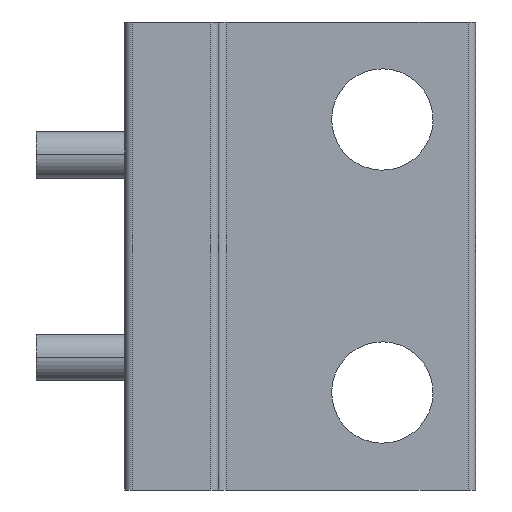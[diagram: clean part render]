
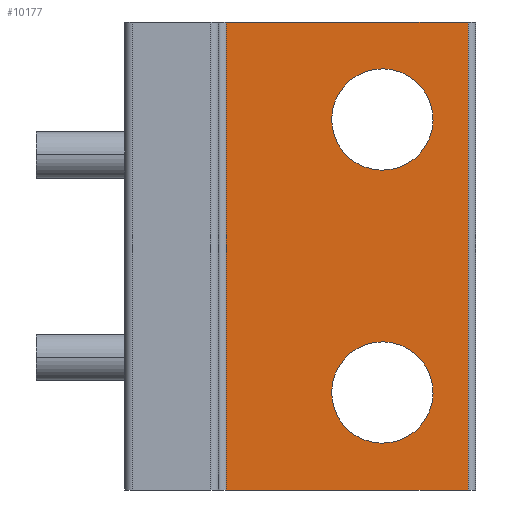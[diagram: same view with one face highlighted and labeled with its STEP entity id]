
A CAD part, left-side view. The second image highlights one B-rep face of the part: STEP entity #10177.
In plain terms, the highlighted planar face has unit normal (-1, 0, 0).
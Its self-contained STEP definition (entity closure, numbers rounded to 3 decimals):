
#10082=AXIS2_PLACEMENT_3D('Circle Axis2P3D',#10080,#10081,$) ;
#10106=AXIS2_PLACEMENT_3D('Circle Axis2P3D',#10104,#10105,$) ;
#10119=AXIS2_PLACEMENT_3D('Plane Axis2P3D',#10116,#10117,#10118) ;
#10161=AXIS2_PLACEMENT_3D('Circle Axis2P3D',#10159,#10160,$) ;
#10170=AXIS2_PLACEMENT_3D('Circle Axis2P3D',#10168,#10169,$) ;
#10077=CARTESIAN_POINT('Vertex',(-233.,-28.704,190.616)) ;
#10080=CARTESIAN_POINT('Axis2P3D Location',(-233.,-23.,187.5)) ;
#10084=CARTESIAN_POINT('Vertex',(-233.,-17.296,184.384)) ;
#10104=CARTESIAN_POINT('Axis2P3D Location',(-233.,-23.,187.5)) ;
#10116=CARTESIAN_POINT('Axis2P3D Location',(-233.,-35.,175.)) ;
#10121=CARTESIAN_POINT('Line Origine',(-233.,-3.,205.)) ;
#10125=CARTESIAN_POINT('Vertex',(-233.,-3.,235.)) ;
#10127=CARTESIAN_POINT('Vertex',(-233.,-3.,175.)) ;
#10130=CARTESIAN_POINT('Line Origine',(-233.,-18.5,175.)) ;
#10134=CARTESIAN_POINT('Vertex',(-233.,-34.,175.)) ;
#10137=CARTESIAN_POINT('Line Origine',(-233.,-34.,205.)) ;
#10141=CARTESIAN_POINT('Vertex',(-233.,-34.,235.)) ;
#10144=CARTESIAN_POINT('Line Origine',(-233.,-18.5,235.)) ;
#10159=CARTESIAN_POINT('Axis2P3D Location',(-233.,-23.,222.5)) ;
#10163=CARTESIAN_POINT('Vertex',(-233.,-17.296,219.384)) ;
#10165=CARTESIAN_POINT('Vertex',(-233.,-28.704,225.616)) ;
#10168=CARTESIAN_POINT('Axis2P3D Location',(-233.,-23.,222.5)) ;
#10081=DIRECTION('Axis2P3D Direction',(-1.,0.,0.)) ;
#10105=DIRECTION('Axis2P3D Direction',(-1.,0.,0.)) ;
#10117=DIRECTION('Axis2P3D Direction',(1.,0.,0.)) ;
#10118=DIRECTION('Axis2P3D XDirection',(0.,1.,0.)) ;
#10122=DIRECTION('Vector Direction',(0.,0.,1.)) ;
#10131=DIRECTION('Vector Direction',(0.,1.,0.)) ;
#10138=DIRECTION('Vector Direction',(0.,0.,1.)) ;
#10145=DIRECTION('Vector Direction',(0.,1.,0.)) ;
#10160=DIRECTION('Axis2P3D Direction',(1.,0.,0.)) ;
#10169=DIRECTION('Axis2P3D Direction',(1.,0.,0.)) ;
#10123=VECTOR('Line Direction',#10122,1.) ;
#10132=VECTOR('Line Direction',#10131,1.) ;
#10139=VECTOR('Line Direction',#10138,1.) ;
#10146=VECTOR('Line Direction',#10145,1.) ;
#10150=ORIENTED_EDGE('',*,*,#10129,.T.) ;
#10151=ORIENTED_EDGE('',*,*,#10136,.T.) ;
#10152=ORIENTED_EDGE('',*,*,#10143,.T.) ;
#10153=ORIENTED_EDGE('',*,*,#10148,.F.) ;
#10156=ORIENTED_EDGE('',*,*,#10108,.F.) ;
#10157=ORIENTED_EDGE('',*,*,#10086,.F.) ;
#10174=ORIENTED_EDGE('',*,*,#10167,.F.) ;
#10175=ORIENTED_EDGE('',*,*,#10172,.F.) ;
#10158=FACE_BOUND('',#10155,.T.) ;
#10176=FACE_BOUND('',#10173,.T.) ;
#10177=ADVANCED_FACE('RB0346001_1PA_001_00_N1_2500_FP_TERMINAL.3\\PartBody',(#10154,#10158,#10176),#10120,.F.) ;
#10083=CIRCLE('generated circle',#10082,6.5) ;
#10107=CIRCLE('generated circle',#10106,6.5) ;
#10162=CIRCLE('generated circle',#10161,6.5) ;
#10171=CIRCLE('generated circle',#10170,6.5) ;
#10086=EDGE_CURVE('',#10078,#10085,#10083,.T.) ;
#10108=EDGE_CURVE('',#10085,#10078,#10107,.T.) ;
#10129=EDGE_CURVE('',#10126,#10128,#10124,.F.) ;
#10136=EDGE_CURVE('',#10128,#10135,#10133,.F.) ;
#10143=EDGE_CURVE('',#10135,#10142,#10140,.T.) ;
#10148=EDGE_CURVE('',#10126,#10142,#10147,.F.) ;
#10167=EDGE_CURVE('',#10164,#10166,#10162,.F.) ;
#10172=EDGE_CURVE('',#10166,#10164,#10171,.F.) ;
#10149=EDGE_LOOP('',(#10150,#10151,#10152,#10153)) ;
#10155=EDGE_LOOP('',(#10156,#10157)) ;
#10173=EDGE_LOOP('',(#10174,#10175)) ;
#10154=FACE_OUTER_BOUND('',#10149,.T.) ;
#10124=LINE('Line',#10121,#10123) ;
#10133=LINE('Line',#10130,#10132) ;
#10140=LINE('Line',#10137,#10139) ;
#10147=LINE('Line',#10144,#10146) ;
#10120=PLANE('',#10119) ;
#10078=VERTEX_POINT('',#10077) ;
#10085=VERTEX_POINT('',#10084) ;
#10126=VERTEX_POINT('',#10125) ;
#10128=VERTEX_POINT('',#10127) ;
#10135=VERTEX_POINT('',#10134) ;
#10142=VERTEX_POINT('',#10141) ;
#10164=VERTEX_POINT('',#10163) ;
#10166=VERTEX_POINT('',#10165) ;
